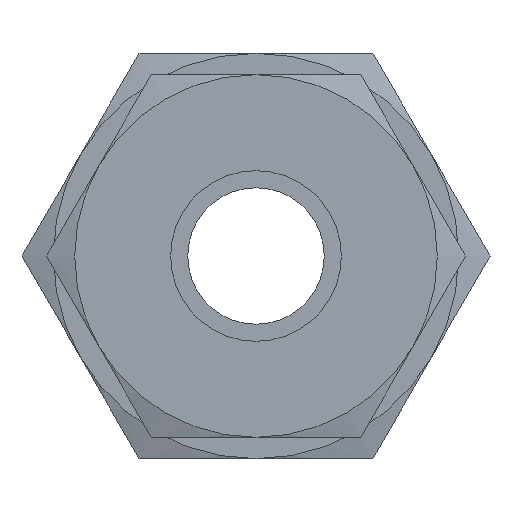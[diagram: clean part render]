
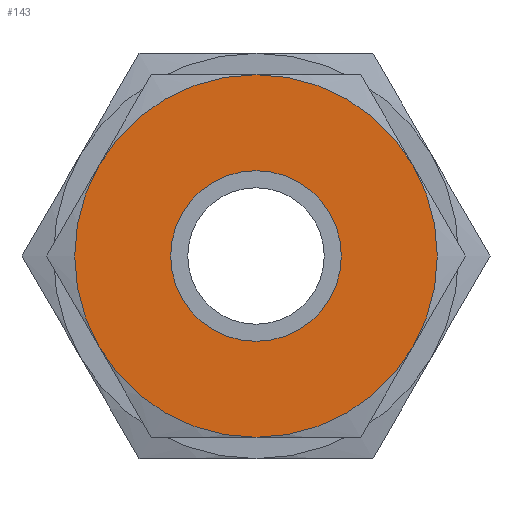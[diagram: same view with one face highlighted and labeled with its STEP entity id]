
A CAD part, left-side view. The second image highlights one B-rep face of the part: STEP entity #143.
In plain terms, the highlighted planar face has unit normal (-1, 0, 0).
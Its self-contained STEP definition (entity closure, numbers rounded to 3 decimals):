
#143 = ADVANCED_FACE( '', ( #313, #314 ), #315, .T. );
#313 = FACE_BOUND( '', #529, .T. );
#314 = FACE_OUTER_BOUND( '', #530, .T. );
#315 = PLANE( '', #531 );
#529 = EDGE_LOOP( '', ( #1094 ) );
#530 = EDGE_LOOP( '', ( #1095, #1096, #1097, #1098, #1099, #1100 ) );
#531 = AXIS2_PLACEMENT_3D( '', #1101, #1102, #1103 );
#1094 = ORIENTED_EDGE( '', *, *, #1433, .T. );
#1095 = ORIENTED_EDGE( '', *, *, #1434, .F. );
#1096 = ORIENTED_EDGE( '', *, *, #1435, .F. );
#1097 = ORIENTED_EDGE( '', *, *, #1361, .F. );
#1098 = ORIENTED_EDGE( '', *, *, #1357, .F. );
#1099 = ORIENTED_EDGE( '', *, *, #1354, .F. );
#1100 = ORIENTED_EDGE( '', *, *, #1355, .F. );
#1101 = CARTESIAN_POINT( '', ( -23., 8.5, 0. ) );
#1102 = DIRECTION( '', ( -1., 0., 0. ) );
#1103 = DIRECTION( '', ( 0., 0., 1. ) );
#1354 = EDGE_CURVE( '', #1613, #1465, #1615, .T. );
#1355 = EDGE_CURVE( '', #1489, #1613, #1616, .T. );
#1357 = EDGE_CURVE( '', #1465, #1618, #1619, .T. );
#1361 = EDGE_CURVE( '', #1618, #1477, #1624, .T. );
#1433 = EDGE_CURVE( '', #1723, #1723, #1724, .T. );
#1434 = EDGE_CURVE( '', #1686, #1489, #1725, .T. );
#1435 = EDGE_CURVE( '', #1477, #1686, #1726, .T. );
#1465 = VERTEX_POINT( '', #1777 );
#1477 = VERTEX_POINT( '', #1805 );
#1489 = VERTEX_POINT( '', #1833 );
#1613 = VERTEX_POINT( '', #2136 );
#1615 = CIRCLE( '', #2143, 8.5 );
#1616 = CIRCLE( '', #2144, 8.5 );
#1618 = VERTEX_POINT( '', #2149 );
#1619 = CIRCLE( '', #2150, 8.5 );
#1624 = CIRCLE( '', #2161, 8.5 );
#1686 = VERTEX_POINT( '', #2361 );
#1723 = VERTEX_POINT( '', #2451 );
#1724 = CIRCLE( '', #2452, 4. );
#1725 = CIRCLE( '', #2453, 8.5 );
#1726 = CIRCLE( '', #2454, 8.5 );
#1777 = CARTESIAN_POINT( '', ( -23., -7.361, 4.25 ) );
#1805 = CARTESIAN_POINT( '', ( -23., 0., -8.5 ) );
#1833 = CARTESIAN_POINT( '', ( -23., 7.361, 4.25 ) );
#2136 = CARTESIAN_POINT( '', ( -23., 0., 8.5 ) );
#2143 = AXIS2_PLACEMENT_3D( '', #2556, #2557, #2558 );
#2144 = AXIS2_PLACEMENT_3D( '', #2559, #2560, #2561 );
#2149 = CARTESIAN_POINT( '', ( -23., -7.361, -4.25 ) );
#2150 = AXIS2_PLACEMENT_3D( '', #2562, #2563, #2564 );
#2161 = AXIS2_PLACEMENT_3D( '', #2568, #2569, #2570 );
#2361 = CARTESIAN_POINT( '', ( -23., 7.361, -4.25 ) );
#2451 = CARTESIAN_POINT( '', ( -23., 0., -4. ) );
#2452 = AXIS2_PLACEMENT_3D( '', #2647, #2648, #2649 );
#2453 = AXIS2_PLACEMENT_3D( '', #2650, #2651, #2652 );
#2454 = AXIS2_PLACEMENT_3D( '', #2653, #2654, #2655 );
#2556 = CARTESIAN_POINT( '', ( -23., 0., 0. ) );
#2557 = DIRECTION( '', ( 1., 0., 0. ) );
#2558 = DIRECTION( '', ( 0., 0., -1. ) );
#2559 = CARTESIAN_POINT( '', ( -23., 0., 0. ) );
#2560 = DIRECTION( '', ( 1., 0., 0. ) );
#2561 = DIRECTION( '', ( 0., 0., -1. ) );
#2562 = CARTESIAN_POINT( '', ( -23., 0., 0. ) );
#2563 = DIRECTION( '', ( 1., 0., 0. ) );
#2564 = DIRECTION( '', ( 0., 0., -1. ) );
#2568 = CARTESIAN_POINT( '', ( -23., 0., 0. ) );
#2569 = DIRECTION( '', ( 1., 0., 0. ) );
#2570 = DIRECTION( '', ( 0., 0., -1. ) );
#2647 = CARTESIAN_POINT( '', ( -23., 0., 0. ) );
#2648 = DIRECTION( '', ( 1., 0., 0. ) );
#2649 = DIRECTION( '', ( 0., 0., -1. ) );
#2650 = CARTESIAN_POINT( '', ( -23., 0., 0. ) );
#2651 = DIRECTION( '', ( 1., 0., 0. ) );
#2652 = DIRECTION( '', ( 0., 0., -1. ) );
#2653 = CARTESIAN_POINT( '', ( -23., 0., 0. ) );
#2654 = DIRECTION( '', ( 1., 0., 0. ) );
#2655 = DIRECTION( '', ( 0., 0., -1. ) );
